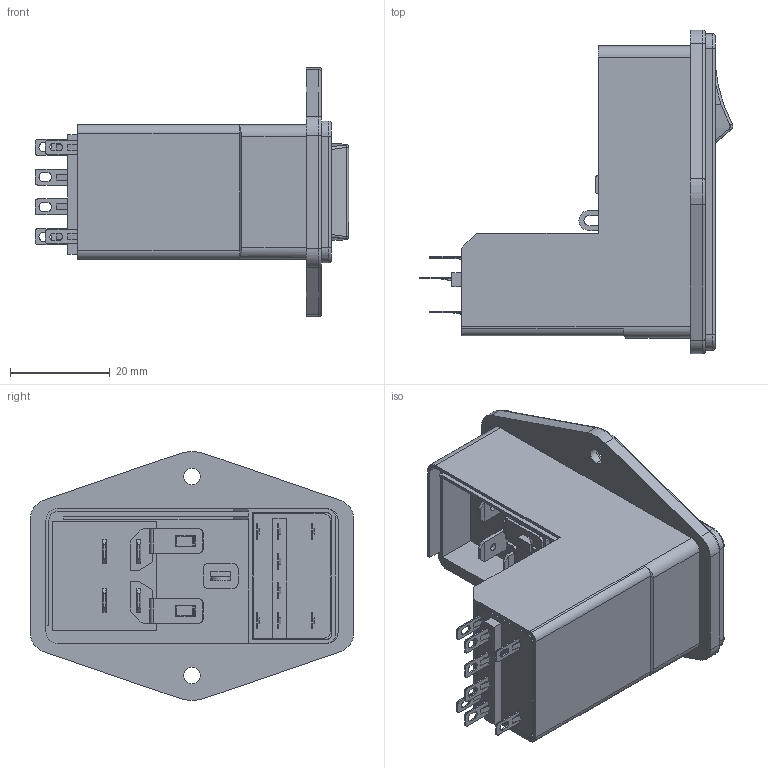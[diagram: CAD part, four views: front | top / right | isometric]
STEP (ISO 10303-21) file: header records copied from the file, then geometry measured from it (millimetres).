
FILE_DESCRIPTION (( 'STEP AP203' ), '1' );
FILE_NAME ('SK-1009.STEP', '2014-02-13T08:04:32', ( 'ken' ), ( '' ), 'SwSTEP 2.0', 'SolidWorks 2007', '' );
FILE_SCHEMA (( 'CONFIG_CONTROL_DESIGN' ));
Length unit declared in the file: millimetre
Products named in the file (7): SK-1009_預設; FUSE HLDER OUTPUT; SK-1009; 3350160200_STD; 3350161500_預設; 311023370001_預設; 311023380001_預設
Assembly tree (7 placements, depth 2):
  SK-1009
    3350160200_STD  x2
    311023370001_預設
    3350161500_預設
    SK-1009_預設
    FUSE HLDER OUTPUT
    311023380001_預設
Bounding box: 63 x 65 x 50 mm (x, y, z)
Volume: 41290.9 mm3; surface area: 19123.4 mm2
Topology: 7 solids, 11 shells, 628 faces, 1635 edges, 1044 vertices
Faces by surface type: plane 431, cylinder 160, torus 21, bspline 10, cone 6
Entity records: 19976 total; most frequent: CARTESIAN_POINT 4018, ORIENTED_EDGE 3170, DIRECTION 3103, EDGE_CURVE 1585, VECTOR 1217, LINE 1217, VERTEX_POINT 1012, AXIS2_PLACEMENT_3D 943
